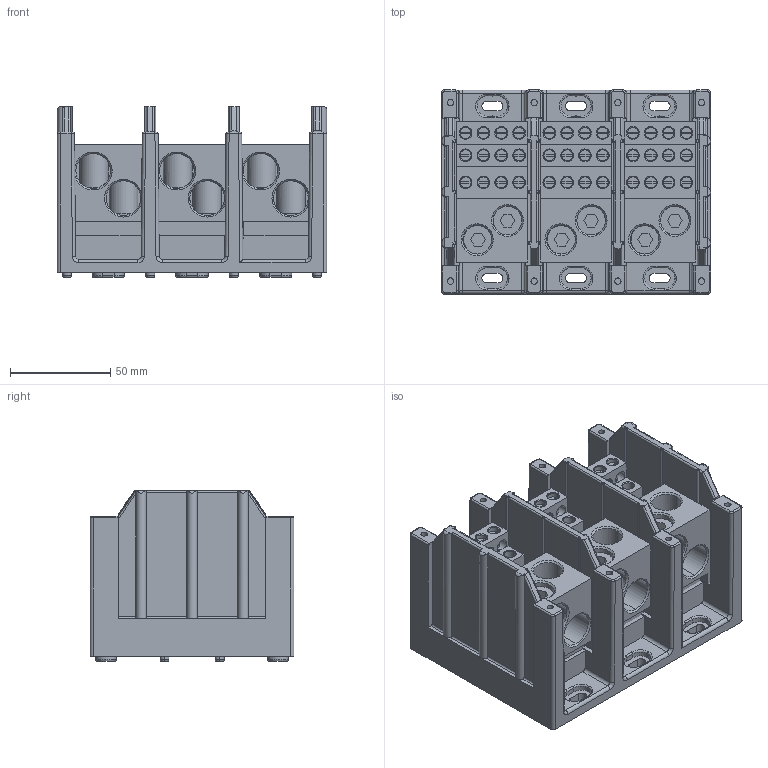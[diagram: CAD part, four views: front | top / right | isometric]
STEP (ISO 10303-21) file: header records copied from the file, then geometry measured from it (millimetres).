
FILE_DESCRIPTION (( 'STEP AP214' ), '1' );
FILE_NAME ('PB5123.STEP', '2014-12-17T20:08:48', ( '' ), ( '' ), 'SwSTEP 2.0', 'SolidWorks 2014', '' );
FILE_SCHEMA (( 'AUTOMOTIVE_DESIGN' ));
Length unit declared in the file: inch
Products named in the file (1): PB5123
Bounding box: 134.14 x 101.6 x 85.09 mm (x, y, z)
Volume: 429092.5 mm3; surface area: 194946 mm2
Topology: 11 solids, 11 shells, 1869 faces, 5225 edges, 3246 vertices
Faces by surface type: cylinder 784, plane 760, torus 199, cone 102, bspline 24
Entity records: 90617 total; most frequent: CARTESIAN_POINT 18436, ORIENTED_EDGE 10426, DIRECTION 10164, EDGE_CURVE 5213, AXIS2_PLACEMENT_3D 3810, VERTEX_POINT 3246, LINE 2544, VECTOR 2544
